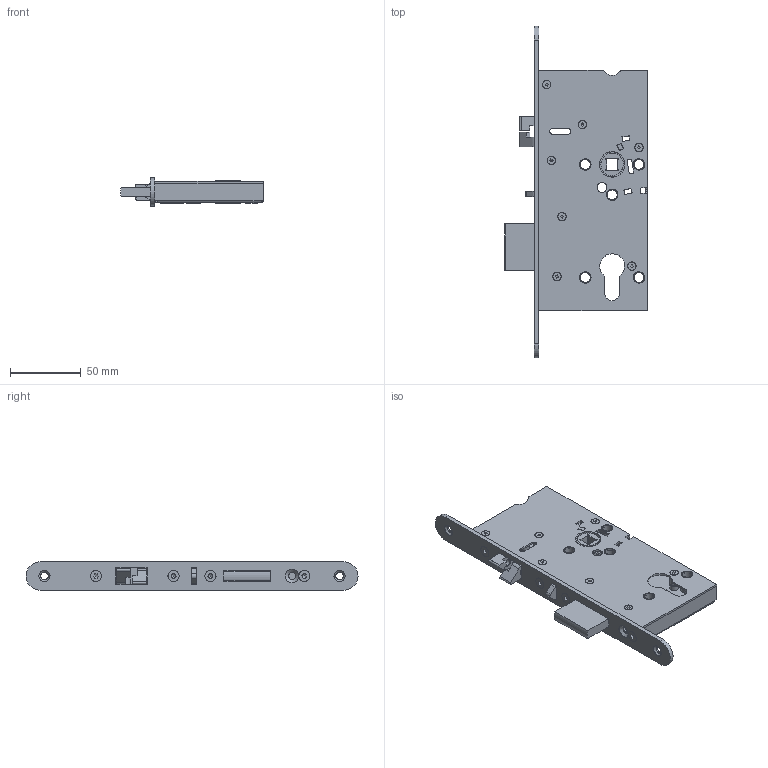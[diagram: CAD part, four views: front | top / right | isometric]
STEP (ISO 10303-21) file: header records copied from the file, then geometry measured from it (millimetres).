
FILE_DESCRIPTION (( 'STEP AP203' ), '1' );
FILE_NAME ('SAM 524 001-5-samozamykací zámek 72_55-s kulisou-prázdný.STEP', '2023-06-12T20:04:18', ( 'Radek' ), ( '' ), 'SwSTEP 2.0', 'SolidWorks 2015', '' );
FILE_SCHEMA (( 'CONFIG_CONTROL_DESIGN' ));
Length unit declared in the file: millimetre
Products named in the file (28): SAM 521 003-4-plech základní desky 72_55; SAM 101 005-2-kolik závory; SAM 001 007-2-kolík stavítka; SAM 511 007-èep ložiska 72_65; SAM 101 069-1-vodící kolík s drážkou; SAM 511 040-2-èelo zámku 72-235x20 STANDARD; SAM 101 041-10-deska spouštì; HOT 001 028-1-zavitová rozpìrka; pružný kolík - ÈSN 02 2126_PRU¦Ní KOLÖK 3x6; SAM 524 001-5-samozamykací zámek 72_55-s kulisou-prázdný; SAM 102 040-10-spou圄; HOT 001 012-5-rohatka; SAM 511 031-3-deska závory 72; SAM 523 002-4-základní deska 72_55; HOT 001 017-2-vložka; válcový kolík - ÈSN 02 2150_KOLÖK 3m6-8; Šroub DIN 7991_æroub IMB z pustnì M3x6 Zn; SAM 008 013-3-støelka; HOT 001 020-1-dist trubka 9; SAM 512 030-2-závora 72-komplet; HOT 001 043-1-vodící oko-fab; HOT 001 066-podložka oøechu 2; SAM 102 027-6-vozík; SAM 521 032-2-plech v璭a 72_55; SAM 001 049-kolík vložky FAB; Šroub DIN 912_æroub IMB z pustnì M4x6 Zn; SAM 101 008-závitový kolik s drážkou; SAM 101 064-2-doraz rohatky
Assembly tree (48 placements, depth 3):
  SAM 524 001-5-samozamykací zámek 72_55-s kulisou-prázdný
    SAM 523 002-4-základní deska 72_55
      SAM 521 003-4-plech základní desky 72_55
      SAM 001 007-2-kolík stavítka
      SAM 511 007-èep ložiska 72_65
      SAM 101 069-1-vodící kolík s drážkou
      HOT 001 028-1-zavitová rozpìrka  x3
      HOT 001 043-1-vodící oko-fab
      SAM 001 049-kolík vložky FAB  x3
      SAM 101 008-závitový kolik s drážkou
      SAM 101 064-2-doraz rohatky
      SAM 101 005-2-kolik závory  x2
    SAM 102 027-6-vozík
      SAM 008 013-3-støelka  x2
    SAM 512 030-2-závora 72-komplet
      SAM 511 031-3-deska závory 72
      válcový kolík - ÈSN 02 2150_KOLÖK 3m6-8
    SAM 521 032-2-plech v璭a 72_55
    SAM 511 040-2-èelo zámku 72-235x20 STANDARD
    SAM 102 040-10-spou圄
      SAM 101 041-10-deska spouštì
      pružný kolík - ÈSN 02 2126_PRU¦Ní KOLÖK 3x6
    HOT 001 012-5-rohatka  x2
    HOT 001 017-2-vložka  x2
    HOT 001 020-1-dist trubka 9  x5
    HOT 001 066-podložka oøechu 2
    Šroub DIN 912_æroub IMB z pustnì M4x6 Zn  x4
    Šroub DIN 7991_æroub IMB z pustnì M3x6 Zn  x7
Bounding box: 101.19 x 235 x 20 mm (x, y, z)
Volume: 72386.1 mm3; surface area: 89093.7 mm2
Topology: 45 solids, 45 shells, 964 faces, 2430 edges, 1589 vertices
Faces by surface type: plane 548, cylinder 312, cone 103, sphere 1
Full cylindrical faces by diameter (mm): 1.6 x13, 2.5 x7, 3 x14, 3.05 x3, 3.1 x2, 3.3 x4, 4 x17, 4.1 x9, 4.3 x7, 5 x7, 5.2 x1, 5.5 x7, 6 x22, 7 x7, 8 x23, 8.1 x10, 9 x5, 9.3 x1, 10 x1, 11.7 x1, 12 x1, 14.7 x1, 16 x6, 17.8 x2, 18 x2, 18.5 x2
Entity records: 23017 total; most frequent: DIRECTION 3403, CARTESIAN_POINT 3367, ORIENTED_EDGE 3012, EDGE_CURVE 1506, AXIS2_PLACEMENT_3D 1203, VERTEX_POINT 1079, EDGE_LOOP 1017, LINE 997
